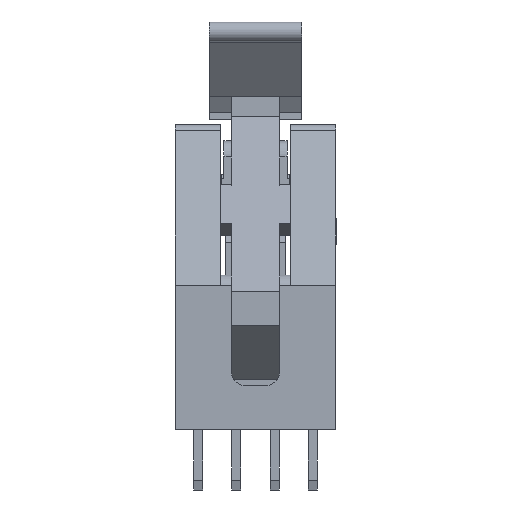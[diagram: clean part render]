
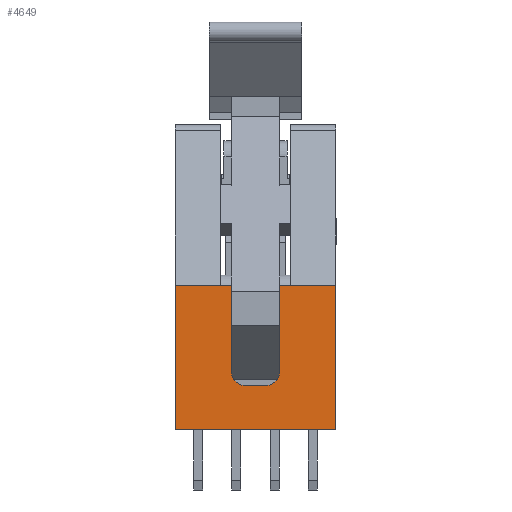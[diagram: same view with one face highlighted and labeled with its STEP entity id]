
A CAD part, left-side view. The second image highlights one B-rep face of the part: STEP entity #4649.
In plain terms, the highlighted planar face has unit normal (-1, 0, 0).
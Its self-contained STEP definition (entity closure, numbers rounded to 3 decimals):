
#3588=CARTESIAN_POINT('',(-17.475,1.75,-0.4));
#3589=VERTEX_POINT('',#3588);
#3810=CARTESIAN_POINT('',(-17.475,1.2,-0.4));
#3811=VERTEX_POINT('',#3810);
#3812=CARTESIAN_POINT('',(-17.475,1.2,-0.4));
#3813=DIRECTION('',(0.,1.,0.));
#3814=VECTOR('',#3813,0.55);
#3815=LINE('',#3812,#3814);
#3816=EDGE_CURVE('',#3811,#3589,#3815,.T.);
#3967=CARTESIAN_POINT('',(-17.475,4.,-7.6));
#3968=VERTEX_POINT('',#3967);
#3975=CARTESIAN_POINT('',(-17.475,4.,-0.4));
#3976=VERTEX_POINT('',#3975);
#3977=CARTESIAN_POINT('',(-17.475,4.,-7.6));
#3978=DIRECTION('',(0.,0.,1.));
#3979=VECTOR('',#3978,7.2);
#3980=LINE('',#3977,#3979);
#3981=EDGE_CURVE('',#3968,#3976,#3980,.T.);
#4261=CARTESIAN_POINT('',(-17.475,0.5,-5.4));
#4262=VERTEX_POINT('',#4261);
#4269=CARTESIAN_POINT('',(-17.475,-0.5,-5.4));
#4270=VERTEX_POINT('',#4269);
#4271=CARTESIAN_POINT('',(-17.475,-0.5,-5.4));
#4272=DIRECTION('',(0.,1.,0.));
#4273=VECTOR('',#4272,1.);
#4274=LINE('',#4271,#4273);
#4275=EDGE_CURVE('',#4270,#4262,#4274,.T.);
#4392=CARTESIAN_POINT('',(-17.475,1.75,-0.4));
#4393=DIRECTION('',(0.,1.,0.));
#4394=VECTOR('',#4393,2.25);
#4395=LINE('',#4392,#4394);
#4396=EDGE_CURVE('',#3589,#3976,#4395,.T.);
#4409=CARTESIAN_POINT('',(-17.475,-1.2,-0.4));
#4410=VERTEX_POINT('',#4409);
#4428=CARTESIAN_POINT('',(-17.475,-1.2,-4.7));
#4429=VERTEX_POINT('',#4428);
#4436=CARTESIAN_POINT('',(-17.475,-1.2,-0.4));
#4437=DIRECTION('',(0.,0.,-1.));
#4438=VECTOR('',#4437,4.3);
#4439=LINE('',#4436,#4438);
#4440=EDGE_CURVE('',#4410,#4429,#4439,.T.);
#4450=CARTESIAN_POINT('',(-17.475,-1.75,-0.4));
#4451=VERTEX_POINT('',#4450);
#4560=CARTESIAN_POINT('',(-17.475,1.2,-4.7));
#4561=VERTEX_POINT('',#4560);
#4562=CARTESIAN_POINT('',(-17.475,1.2,-4.7));
#4563=DIRECTION('',(0.,0.,1.));
#4564=VECTOR('',#4563,4.3);
#4565=LINE('',#4562,#4564);
#4566=EDGE_CURVE('',#4561,#3811,#4565,.T.);
#4588=CARTESIAN_POINT('',(-17.475,0.5,-4.7));
#4589=DIRECTION('',(0.,0.,-1.));
#4590=DIRECTION('',(1.,0.,0.));
#4591=AXIS2_PLACEMENT_3D('',#4588,#4590,#4589);
#4592=CIRCLE('',#4591,0.7);
#4593=EDGE_CURVE('',#4262,#4561,#4592,.T.);
#4600=CARTESIAN_POINT('',(-17.475,0.,0.));
#4601=DIRECTION('',(0.,-1.,0.));
#4602=DIRECTION('',(-1.,0.,0.));
#4603=AXIS2_PLACEMENT_3D('',#4600,#4602,#4601);
#4604=PLANE('',#4603);
#4605=CARTESIAN_POINT('',(-17.475,-4.,-7.6));
#4606=VERTEX_POINT('',#4605);
#4607=CARTESIAN_POINT('',(-17.475,-4.,-7.6));
#4608=DIRECTION('',(0.,1.,0.));
#4609=VECTOR('',#4608,8.);
#4610=LINE('',#4607,#4609);
#4611=EDGE_CURVE('',#4606,#3968,#4610,.T.);
#4612=ORIENTED_EDGE('',*,*,#4611,.F.);
#4613=CARTESIAN_POINT('',(-17.475,-4.,-0.4));
#4614=VERTEX_POINT('',#4613);
#4615=CARTESIAN_POINT('',(-17.475,-4.,-0.4));
#4616=DIRECTION('',(0.,0.,-1.));
#4617=VECTOR('',#4616,7.2);
#4618=LINE('',#4615,#4617);
#4619=EDGE_CURVE('',#4614,#4606,#4618,.T.);
#4620=ORIENTED_EDGE('',*,*,#4619,.F.);
#4621=CARTESIAN_POINT('',(-17.475,-4.,-0.4));
#4622=DIRECTION('',(0.,1.,0.));
#4623=VECTOR('',#4622,2.25);
#4624=LINE('',#4621,#4623);
#4625=EDGE_CURVE('',#4614,#4451,#4624,.T.);
#4626=ORIENTED_EDGE('',*,*,#4625,.T.);
#4627=CARTESIAN_POINT('',(-17.475,-1.75,-0.4));
#4628=DIRECTION('',(0.,1.,0.));
#4629=VECTOR('',#4628,0.55);
#4630=LINE('',#4627,#4629);
#4631=EDGE_CURVE('',#4451,#4410,#4630,.T.);
#4632=ORIENTED_EDGE('',*,*,#4631,.T.);
#4633=ORIENTED_EDGE('',*,*,#4440,.T.);
#4634=CARTESIAN_POINT('',(-17.475,-0.5,-4.7));
#4635=DIRECTION('',(0.,-1.,0.));
#4636=DIRECTION('',(1.,0.,0.));
#4637=AXIS2_PLACEMENT_3D('',#4634,#4636,#4635);
#4638=CIRCLE('',#4637,0.7);
#4639=EDGE_CURVE('',#4429,#4270,#4638,.T.);
#4640=ORIENTED_EDGE('',*,*,#4639,.T.);
#4641=ORIENTED_EDGE('',*,*,#4275,.T.);
#4642=ORIENTED_EDGE('',*,*,#4593,.T.);
#4643=ORIENTED_EDGE('',*,*,#4566,.T.);
#4644=ORIENTED_EDGE('',*,*,#3816,.T.);
#4645=ORIENTED_EDGE('',*,*,#4396,.T.);
#4646=ORIENTED_EDGE('',*,*,#3981,.F.);
#4647=EDGE_LOOP('',(#4612,#4620,#4626,#4632,#4633,#4640,#4641,#4642,#4643,#4644,#4645,#4646));
#4648=FACE_OUTER_BOUND('',#4647,.T.);
#4649=ADVANCED_FACE('',(#4648),#4604,.T.);
